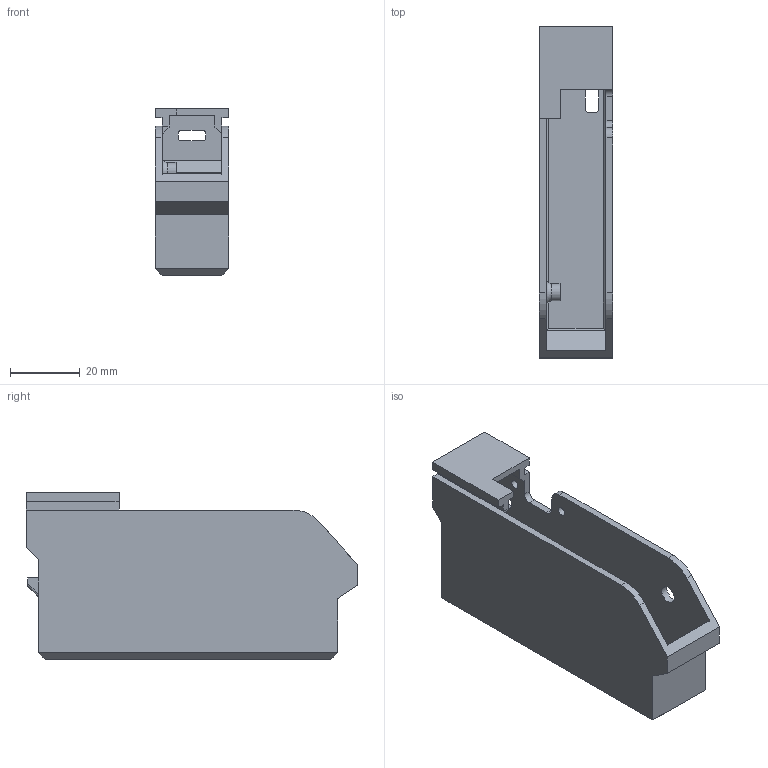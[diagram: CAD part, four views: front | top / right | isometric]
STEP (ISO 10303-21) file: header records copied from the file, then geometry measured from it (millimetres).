
FILE_DESCRIPTION(('HOOPS Exchange Step'),'2;1');
FILE_NAME('temp_export','2026-04-05T14:48:34-05:00',('mobile'),('Shapr3D Limited'),'HOOPS Exchange 2025.9','Shapr3D','Authorized');
FILE_SCHEMA( ('AP242_MANAGED_MODEL_BASED_3D_ENGINEERING_MIM_LF {1 0 10303 442 1 1 4}') );
Length unit declared in the file: millimetre
Products named in the file (4): Circuit Mount; Electronics Housing; DONE; root
Assembly tree (3 placements, depth 4):
  root
    DONE
      Electronics Housing
        Circuit Mount
Bounding box: 21.19 x 95.3 x 47.93 mm (x, y, z)
Volume: 21208 mm3; surface area: 21913.6 mm2
Topology: 1 solids, 1 shells, 116 faces, 300 edges, 192 vertices
Faces by surface type: plane 82, cylinder 26, torus 4, cone 4
Full cylindrical faces by diameter (mm): 1.5 x2, 2.5 x2, 5 x4
Entity records: 3639 total; most frequent: CARTESIAN_POINT 616, DIRECTION 616, ORIENTED_EDGE 600, EDGE_CURVE 300, VECTOR 232, LINE 232, AXIS2_PLACEMENT_3D 192, VERTEX_POINT 192
